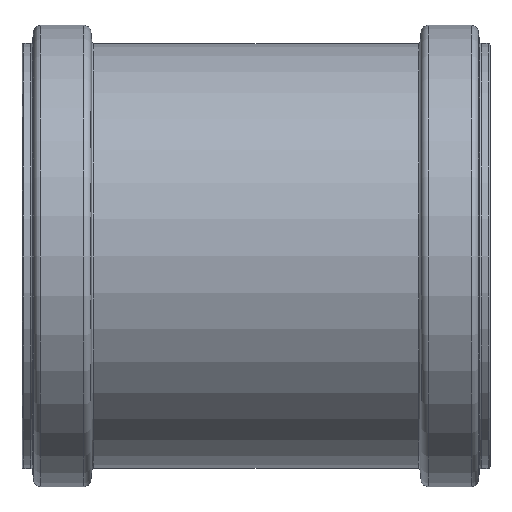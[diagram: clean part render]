
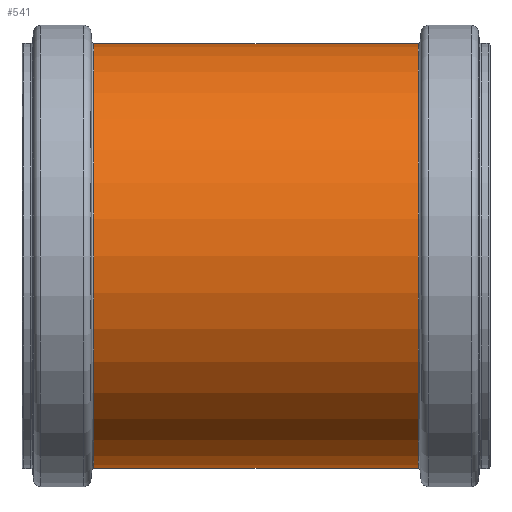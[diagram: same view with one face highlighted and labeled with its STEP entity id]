
A CAD part, left-side view. The second image highlights one B-rep face of the part: STEP entity #541.
In plain terms, the highlighted cylindrical face has radius 58.55 mm (diameter 117.1 mm), a full revolution.
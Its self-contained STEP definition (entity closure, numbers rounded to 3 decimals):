
#55=CYLINDRICAL_SURFACE('',#639,58.55);
#103=FACE_BOUND('',#246,.T.);
#151=FACE_OUTER_BOUND('',#245,.T.);
#245=EDGE_LOOP('',(#485));
#246=EDGE_LOOP('',(#486));
#272=CIRCLE('',#591,58.55);
#296=CIRCLE('',#638,58.55);
#320=VERTEX_POINT('',#905);
#344=VERTEX_POINT('',#976);
#368=EDGE_CURVE('',#320,#320,#272,.T.);
#392=EDGE_CURVE('',#344,#344,#296,.T.);
#485=ORIENTED_EDGE('',*,*,#368,.F.);
#486=ORIENTED_EDGE('',*,*,#392,.T.);
#541=ADVANCED_FACE('',(#151,#103),#55,.T.);
#591=AXIS2_PLACEMENT_3D('',#906,#735,#736);
#638=AXIS2_PLACEMENT_3D('',#977,#829,#830);
#639=AXIS2_PLACEMENT_3D('',#978,#831,#832);
#735=DIRECTION('center_axis',(0.,-1.,0.));
#736=DIRECTION('ref_axis',(1.,0.,0.));
#829=DIRECTION('center_axis',(0.,-1.,0.));
#830=DIRECTION('ref_axis',(1.,0.,0.));
#831=DIRECTION('center_axis',(0.,-1.,0.));
#832=DIRECTION('ref_axis',(1.,0.,0.));
#905=CARTESIAN_POINT('',(58.55,-44.767,0.));
#906=CARTESIAN_POINT('Origin',(0.,-44.767,0.));
#976=CARTESIAN_POINT('',(58.55,44.767,0.));
#977=CARTESIAN_POINT('Origin',(0.,44.767,0.));
#978=CARTESIAN_POINT('Origin',(0.,22.383,0.));
